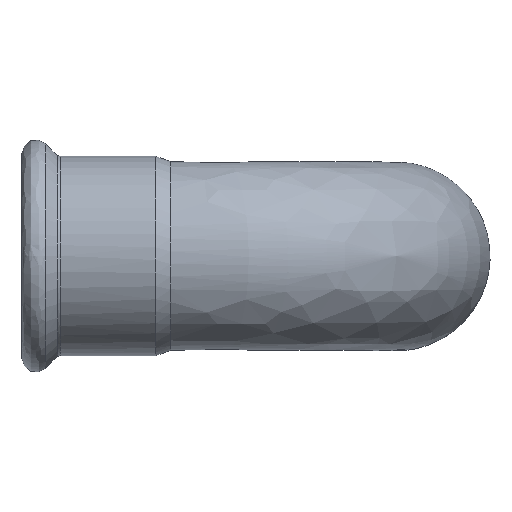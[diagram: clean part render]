
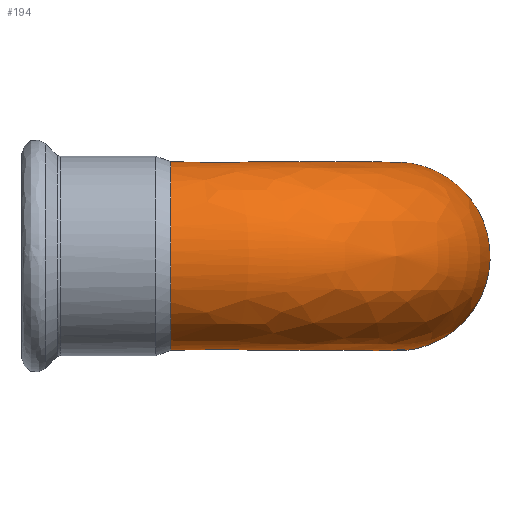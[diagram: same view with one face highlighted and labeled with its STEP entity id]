
A CAD part, top view. The second image highlights one B-rep face of the part: STEP entity #194.
In plain terms, the highlighted free-form (B-spline) face has degree [2, 2] with [9, 3] control points.
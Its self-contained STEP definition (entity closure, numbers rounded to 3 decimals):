
#157 = VERTEX_POINT('',#158);
#158 = CARTESIAN_POINT('',(131.6,0.,-106.));
#163 = EDGE_CURVE('',#157,#157,#164,.T.);
#164 = ( BOUNDED_CURVE() B_SPLINE_CURVE(2,(#165,#166,#167,#168,#169,#170
,#171,#172,#173),.UNSPECIFIED.,.T.,.F.) B_SPLINE_CURVE_WITH_KNOTS((3,2,2
    ,2,3),(-3.142,-1.571,0.,1.571,
3.142),.UNSPECIFIED.) CURVE() GEOMETRIC_REPRESENTATION_ITEM() 
RATIONAL_B_SPLINE_CURVE((1.,0.707,1.,0.707,1.,
0.707,1.,0.707,1.)) REPRESENTATION_ITEM('') );
#165 = CARTESIAN_POINT('',(131.6,0.,-106.));
#166 = CARTESIAN_POINT('',(131.6,-44.4,-106.));
#167 = CARTESIAN_POINT('',(176.,-44.4,-106.));
#168 = CARTESIAN_POINT('',(220.4,-44.4,-106.));
#169 = CARTESIAN_POINT('',(220.4,0.,-106.));
#170 = CARTESIAN_POINT('',(220.4,44.4,-106.));
#171 = CARTESIAN_POINT('',(176.,44.4,-106.));
#172 = CARTESIAN_POINT('',(131.6,44.4,-106.));
#173 = CARTESIAN_POINT('',(131.6,0.,-106.));
#194 = ADVANCED_FACE('',(#195),#231,.T.);
#195 = FACE_BOUND('',#196,.T.);
#196 = EDGE_LOOP('',(#197,#198,#206,#214,#224,#230));
#197 = ORIENTED_EDGE('',*,*,#163,.T.);
#198 = ORIENTED_EDGE('',*,*,#199,.T.);
#199 = EDGE_CURVE('',#157,#200,#202,.T.);
#200 = VERTEX_POINT('',#201);
#201 = CARTESIAN_POINT('',(70.,0.,-44.4));
#202 = ( BOUNDED_CURVE() B_SPLINE_CURVE(2,(#203,#204,#205),
.UNSPECIFIED.,.F.,.F.) B_SPLINE_CURVE_WITH_KNOTS((3,3),(-1.571,
0.),.PIECEWISE_BEZIER_KNOTS.) CURVE() GEOMETRIC_REPRESENTATION_ITEM() 
RATIONAL_B_SPLINE_CURVE((1.,0.707,1.)) REPRESENTATION_ITEM('') 
  );
#203 = CARTESIAN_POINT('',(131.6,0.,-106.));
#204 = CARTESIAN_POINT('',(131.6,0.,-44.4));
#205 = CARTESIAN_POINT('',(70.,0.,-44.4));
#206 = ORIENTED_EDGE('',*,*,#207,.T.);
#207 = EDGE_CURVE('',#200,#208,#210,.T.);
#208 = VERTEX_POINT('',#209);
#209 = CARTESIAN_POINT('',(70.,44.4,0.));
#210 = ( BOUNDED_CURVE() B_SPLINE_CURVE(2,(#211,#212,#213),
.UNSPECIFIED.,.F.,.F.) B_SPLINE_CURVE_WITH_KNOTS((3,3),(4.712,
6.283),.PIECEWISE_BEZIER_KNOTS.) CURVE() 
GEOMETRIC_REPRESENTATION_ITEM() RATIONAL_B_SPLINE_CURVE((1.,
0.707,1.)) REPRESENTATION_ITEM('') );
#211 = CARTESIAN_POINT('',(70.,0.,-44.4));
#212 = CARTESIAN_POINT('',(70.,44.4,-44.4));
#213 = CARTESIAN_POINT('',(70.,44.4,0.));
#214 = ORIENTED_EDGE('',*,*,#215,.T.);
#215 = EDGE_CURVE('',#208,#216,#218,.T.);
#216 = VERTEX_POINT('',#217);
#217 = CARTESIAN_POINT('',(70.,-44.4,0.));
#218 = ( BOUNDED_CURVE() B_SPLINE_CURVE(2,(#219,#220,#221,#222,#223),
.UNSPECIFIED.,.F.,.F.) B_SPLINE_CURVE_WITH_KNOTS((3,2,3),(0.,
1.571,3.142),.UNSPECIFIED.) CURVE() 
GEOMETRIC_REPRESENTATION_ITEM() RATIONAL_B_SPLINE_CURVE((1.,
0.707,1.,0.707,1.)) REPRESENTATION_ITEM('') );
#219 = CARTESIAN_POINT('',(70.,44.4,0.));
#220 = CARTESIAN_POINT('',(70.,44.4,44.4));
#221 = CARTESIAN_POINT('',(70.,0.,44.4));
#222 = CARTESIAN_POINT('',(70.,-44.4,44.4));
#223 = CARTESIAN_POINT('',(70.,-44.4,0.));
#224 = ORIENTED_EDGE('',*,*,#225,.T.);
#225 = EDGE_CURVE('',#216,#200,#226,.T.);
#226 = ( BOUNDED_CURVE() B_SPLINE_CURVE(2,(#227,#228,#229),
.UNSPECIFIED.,.F.,.F.) B_SPLINE_CURVE_WITH_KNOTS((3,3),(3.142,
4.712),.PIECEWISE_BEZIER_KNOTS.) CURVE() 
GEOMETRIC_REPRESENTATION_ITEM() RATIONAL_B_SPLINE_CURVE((1.,
0.707,1.)) REPRESENTATION_ITEM('') );
#227 = CARTESIAN_POINT('',(70.,-44.4,0.));
#228 = CARTESIAN_POINT('',(70.,-44.4,-44.4));
#229 = CARTESIAN_POINT('',(70.,0.,-44.4));
#230 = ORIENTED_EDGE('',*,*,#199,.F.);
#231 = ( BOUNDED_SURFACE() B_SPLINE_SURFACE(2,2,(
    (#232,#233,#234)
    ,(#235,#236,#237)
    ,(#238,#239,#240)
    ,(#241,#242,#243)
    ,(#244,#245,#246)
    ,(#247,#248,#249)
    ,(#250,#251,#252)
    ,(#253,#254,#255)
    ,(#256,#257,#258
)),.UNSPECIFIED.,.T.,.F.,.F.) B_SPLINE_SURFACE_WITH_KNOTS((1,2,2,2,2,2,1
    ),(3,3),(-4.712,-3.142,-1.571,0.,
    1.571,3.142,4.712),(0.,1.571),
.UNSPECIFIED.) GEOMETRIC_REPRESENTATION_ITEM() RATIONAL_B_SPLINE_SURFACE
((
    (1.,0.707,1.)
    ,(0.707,0.5,0.707)
    ,(1.,0.707,1.)
    ,(0.707,0.5,0.707)
    ,(1.,0.707,1.)
    ,(0.707,0.5,0.707)
    ,(1.,0.707,1.)
    ,(0.707,0.5,0.707)
,(1.,0.707,1.))) REPRESENTATION_ITEM('') SURFACE() );
#232 = CARTESIAN_POINT('',(70.,0.,-44.4));
#233 = CARTESIAN_POINT('',(131.6,0.,-44.4));
#234 = CARTESIAN_POINT('',(131.6,0.,-106.));
#235 = CARTESIAN_POINT('',(70.,44.4,-44.4));
#236 = CARTESIAN_POINT('',(131.6,44.4,-44.4));
#237 = CARTESIAN_POINT('',(131.6,44.4,-106.));
#238 = CARTESIAN_POINT('',(70.,44.4,0.));
#239 = CARTESIAN_POINT('',(176.,44.4,0.));
#240 = CARTESIAN_POINT('',(176.,44.4,-106.));
#241 = CARTESIAN_POINT('',(70.,44.4,44.4));
#242 = CARTESIAN_POINT('',(220.4,44.4,44.4));
#243 = CARTESIAN_POINT('',(220.4,44.4,-106.));
#244 = CARTESIAN_POINT('',(70.,0.,44.4));
#245 = CARTESIAN_POINT('',(220.4,0.,44.4));
#246 = CARTESIAN_POINT('',(220.4,0.,-106.));
#247 = CARTESIAN_POINT('',(70.,-44.4,44.4));
#248 = CARTESIAN_POINT('',(220.4,-44.4,44.4));
#249 = CARTESIAN_POINT('',(220.4,-44.4,-106.));
#250 = CARTESIAN_POINT('',(70.,-44.4,0.));
#251 = CARTESIAN_POINT('',(176.,-44.4,0.));
#252 = CARTESIAN_POINT('',(176.,-44.4,-106.));
#253 = CARTESIAN_POINT('',(70.,-44.4,-44.4));
#254 = CARTESIAN_POINT('',(131.6,-44.4,-44.4));
#255 = CARTESIAN_POINT('',(131.6,-44.4,-106.));
#256 = CARTESIAN_POINT('',(70.,0.,-44.4));
#257 = CARTESIAN_POINT('',(131.6,0.,-44.4));
#258 = CARTESIAN_POINT('',(131.6,0.,-106.));
